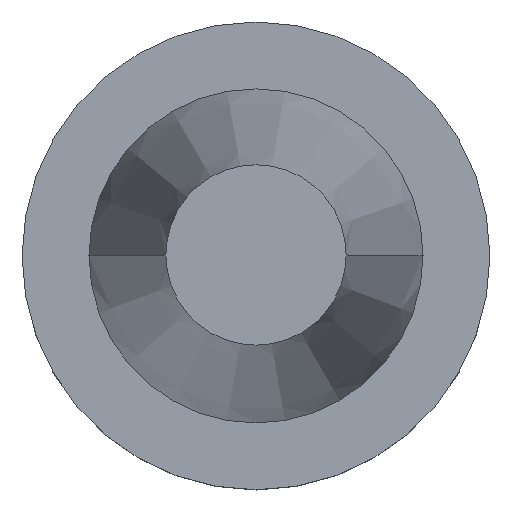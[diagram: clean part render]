
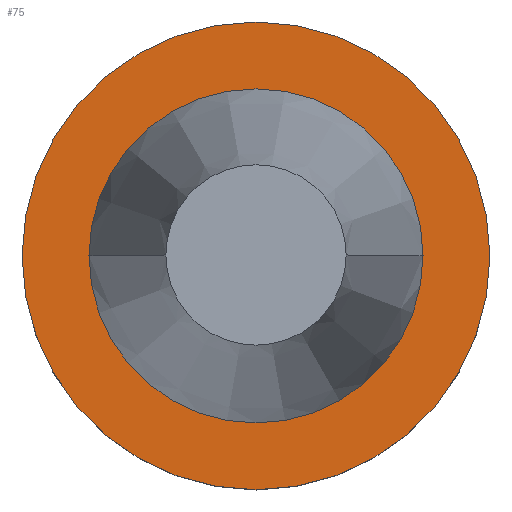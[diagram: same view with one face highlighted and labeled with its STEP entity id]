
A CAD part, top view. The second image highlights one B-rep face of the part: STEP entity #75.
In plain terms, the highlighted planar face has unit normal (0, 0, 1).
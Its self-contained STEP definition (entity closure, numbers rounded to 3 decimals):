
#75=ADVANCED_FACE('',(#97,#98),#93,.F.);
#93=PLANE('',#292);
#97=FACE_BOUND('',#115,.T.);
#98=FACE_BOUND('',#116,.T.);
#115=EDGE_LOOP('',(#142));
#116=EDGE_LOOP('',(#143,#144));
#142=ORIENTED_EDGE('',*,*,#216,.F.);
#143=ORIENTED_EDGE('',*,*,#217,.T.);
#144=ORIENTED_EDGE('',*,*,#218,.T.);
#196=VERTEX_POINT('',#425);
#197=VERTEX_POINT('',#427);
#198=VERTEX_POINT('',#428);
#216=EDGE_CURVE('',#196,#196,#243,.T.);
#217=EDGE_CURVE('',#197,#198,#244,.T.);
#218=EDGE_CURVE('',#198,#197,#245,.T.);
#243=CIRCLE('',#289,31.775);
#244=CIRCLE('',#290,22.692);
#245=CIRCLE('',#291,22.692);
#289=AXIS2_PLACEMENT_3D('',#424,#336,#337);
#290=AXIS2_PLACEMENT_3D('',#426,#338,#339);
#291=AXIS2_PLACEMENT_3D('',#429,#340,#341);
#292=AXIS2_PLACEMENT_3D('',#430,#342,#343);
#336=DIRECTION('',(0.,0.,-1.));
#337=DIRECTION('',(-1.,0.,0.));
#338=DIRECTION('',(0.,0.,-1.));
#339=DIRECTION('',(-1.,0.,0.));
#340=DIRECTION('',(0.,0.,-1.));
#341=DIRECTION('',(-1.,0.,0.));
#342=DIRECTION('',(0.,0.,-1.));
#343=DIRECTION('',(-1.,0.,0.));
#424=CARTESIAN_POINT('',(0.011,0.,-3.2));
#425=CARTESIAN_POINT('',(-31.764,0.,-3.2));
#426=CARTESIAN_POINT('',(0.011,0.,-3.2));
#427=CARTESIAN_POINT('',(22.703,0.,-3.2));
#428=CARTESIAN_POINT('',(-22.68,0.,-3.2));
#429=CARTESIAN_POINT('',(0.011,0.,-3.2));
#430=CARTESIAN_POINT('',(0.011,-22.692,-3.2));
